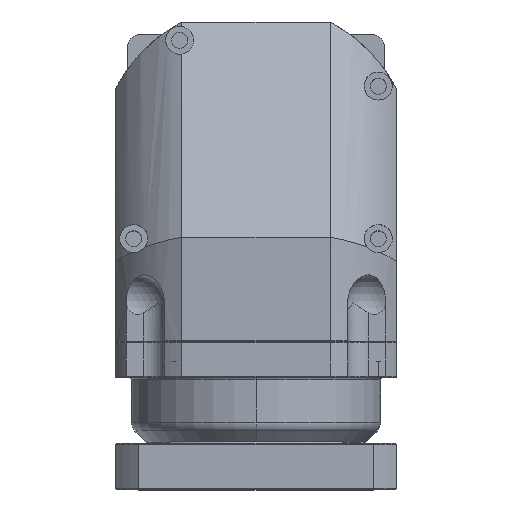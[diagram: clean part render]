
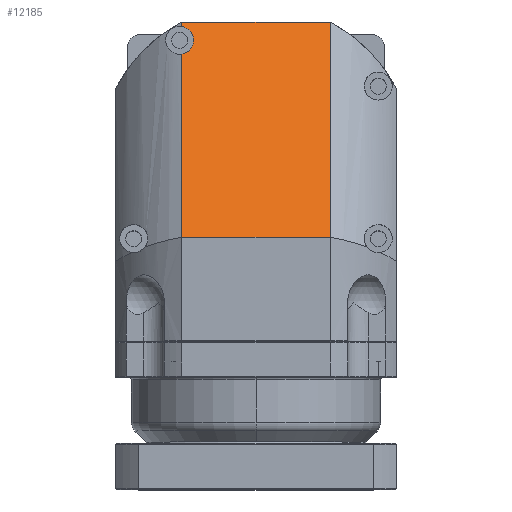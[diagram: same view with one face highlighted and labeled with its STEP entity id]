
A CAD part, top view. The second image highlights one B-rep face of the part: STEP entity #12185.
In plain terms, the highlighted face is planar.
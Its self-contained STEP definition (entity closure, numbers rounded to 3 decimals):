
#7905=CARTESIAN_POINT('',(16.5,-57.5,30.311));
#8309=DIRECTION('',(0.,0.,-1.));
#8310=VECTOR('',#8309,60.622);
#8311=CARTESIAN_POINT('',(16.5,-57.5,30.311));
#8312=LINE('',#8311,#8310);
#8313=CARTESIAN_POINT('',(5.478,-44.365,30.311));
#8314=CARTESIAN_POINT('',(5.528,-44.424,29.96));
#8315=CARTESIAN_POINT('',(5.627,-44.542,29.542));
#8316=CARTESIAN_POINT('',(5.825,-44.778,28.895));
#8317=CARTESIAN_POINT('',(6.073,-45.073,28.335));
#8318=CARTESIAN_POINT('',(6.37,-45.428,27.807));
#8319=CARTESIAN_POINT('',(6.767,-45.9,27.243));
#8320=CARTESIAN_POINT('',(7.262,-46.491,26.708));
#8321=CARTESIAN_POINT('',(7.857,-47.2,26.241));
#8322=CARTESIAN_POINT('',(8.452,-47.908,25.905));
#8323=CARTESIAN_POINT('',(9.245,-48.854,25.601));
#8324=CARTESIAN_POINT('',(10.236,-50.035,25.458));
#8325=CARTESIAN_POINT('',(11.227,-51.216,25.601));
#8326=CARTESIAN_POINT('',(12.02,-52.161,25.905));
#8327=CARTESIAN_POINT('',(12.615,-52.87,26.241));
#8328=CARTESIAN_POINT('',(13.21,-53.579,26.708));
#8329=CARTESIAN_POINT('',(13.705,-54.169,27.243));
#8330=CARTESIAN_POINT('',(14.102,-54.642,27.807));
#8331=CARTESIAN_POINT('',(14.399,-54.996,28.335));
#8332=CARTESIAN_POINT('',(14.647,-55.292,28.895));
#8333=CARTESIAN_POINT('',(14.845,-55.528,29.542));
#8334=CARTESIAN_POINT('',(14.944,-55.646,29.96));
#8335=CARTESIAN_POINT('',(14.994,-55.705,30.311));
#8337=DIRECTION('',(0.643,-0.766,0.));
#8338=VECTOR('',#8337,2.343);
#8339=CARTESIAN_POINT('',(14.994,-55.705,30.311));
#8340=LINE('',#8339,#8338);
#8341=DIRECTION('',(-0.643,0.766,0.));
#8342=VECTOR('',#8341,115.124);
#8343=CARTESIAN_POINT('',(16.5,-57.5,-30.311));
#8344=LINE('',#8343,#8342);
#8345=DIRECTION('',(0.643,-0.766,0.));
#8346=VECTOR('',#8345,97.977);
#8347=CARTESIAN_POINT('',(-57.5,30.69,30.311));
#8348=LINE('',#8347,#8346);
#9099=DIRECTION('',(0.,0.,1.));
#9100=VECTOR('',#9099,60.622);
#9101=CARTESIAN_POINT('',(-57.5,30.69,-30.311));
#9102=LINE('',#9101,#9100);
#10487=VERTEX_POINT('',#8313);
#10488=VERTEX_POINT('',#8335);
#10529=VERTEX_POINT('',#7905);
#10534=CARTESIAN_POINT('',(16.5,-57.5,-30.311));
#10535=CARTESIAN_POINT('',(-57.5,30.69,-30.311));
#10536=VERTEX_POINT('',#10534);
#10537=VERTEX_POINT('',#10535);
#10538=CARTESIAN_POINT('',(-57.5,30.69,30.311));
#10539=VERTEX_POINT('',#10538);
#12167=CARTESIAN_POINT('',(16.5,-57.5,78.));
#12168=DIRECTION('',(0.766,0.643,0.));
#12169=DIRECTION('',(-0.643,0.766,0.));
#12170=AXIS2_PLACEMENT_3D('',#12167,#12168,#12169);
#12171=PLANE('',#12170);
#12173=ORIENTED_EDGE('',*,*,#12172,.T.);
#12175=ORIENTED_EDGE('',*,*,#12174,.T.);
#12176=ORIENTED_EDGE('',*,*,#12160,.T.);
#12178=ORIENTED_EDGE('',*,*,#12177,.T.);
#12180=ORIENTED_EDGE('',*,*,#12179,.T.);
#12182=ORIENTED_EDGE('',*,*,#12181,.T.);
#12183=EDGE_LOOP('',(#12173,#12175,#12176,#12178,#12180,#12182));
#12184=FACE_OUTER_BOUND('',#12183,.F.);
#12185=ADVANCED_FACE('',(#12184),#12171,.F.);
#8336=B_SPLINE_CURVE_WITH_KNOTS('',3,(#8313,#8314,#8315,#8316,#8317,#8318,#8319,
#8320,#8321,#8322,#8323,#8324,#8325,#8326,#8327,#8328,#8329,#8330,#8331,#8332,
#8333,#8334,#8335),.UNSPECIFIED.,.F.,.F.,(4,1,1,1,1,1,1,1,1,1,1,1,1,1,1,1,1,1,1,
1,4),(0.,0.016,0.031,0.063,0.094,0.125,0.188,0.25,0.313,
0.375,0.5,0.625,0.688,0.75,0.813,0.875,0.906,0.938,
0.969,0.984,1.),.UNSPECIFIED.);
#12160=EDGE_CURVE('',#10529,#10536,#8312,.T.);
#12172=EDGE_CURVE('',#10487,#10488,#8336,.T.);
#12174=EDGE_CURVE('',#10488,#10529,#8340,.T.);
#12177=EDGE_CURVE('',#10536,#10537,#8344,.T.);
#12179=EDGE_CURVE('',#10537,#10539,#9102,.T.);
#12181=EDGE_CURVE('',#10539,#10487,#8348,.T.);
